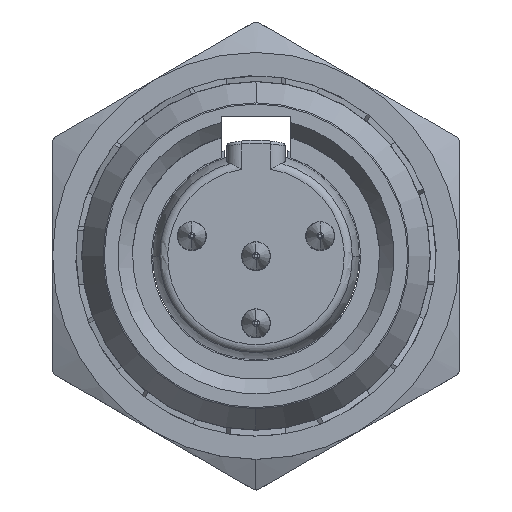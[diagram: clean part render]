
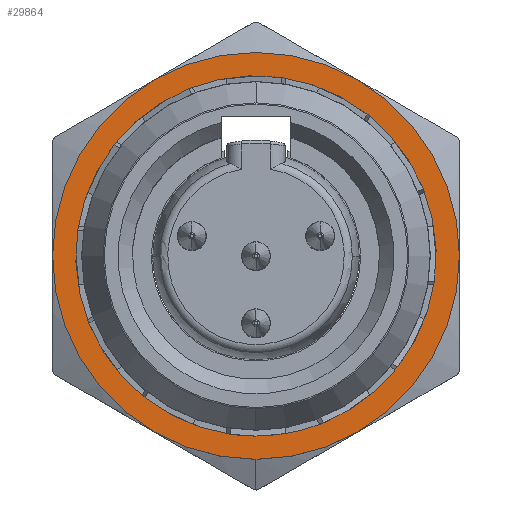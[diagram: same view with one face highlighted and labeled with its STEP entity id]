
A CAD part, top view. The second image highlights one B-rep face of the part: STEP entity #29864.
In plain terms, the highlighted planar face has unit normal (0, 0, 1).
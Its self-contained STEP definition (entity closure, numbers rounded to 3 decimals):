
#476 = DIRECTION ( 'NONE',  ( 0.374, -0.927, 0. ) ) ;
#837 = AXIS2_PLACEMENT_3D ( 'NONE', #37488, #34588, #476 ) ;
#1397 = EDGE_CURVE ( 'NONE', #31559, #34382, #17356, .T. ) ;
#1544 = CARTESIAN_POINT ( 'NONE',  ( 4.884, -3.82, 1. ) ) ;
#1822 = DIRECTION ( 'NONE',  ( 0., 0., 1. ) ) ;
#2169 = VERTEX_POINT ( 'NONE', #38780 ) ;
#2349 = AXIS2_PLACEMENT_3D ( 'NONE', #12671, #9328, #12798 ) ;
#2947 = EDGE_CURVE ( 'NONE', #29608, #2169, #12382, .T. ) ;
#2961 = DIRECTION ( 'NONE',  ( 0.14, 0.99, 0. ) ) ;
#3240 = AXIS2_PLACEMENT_3D ( 'NONE', #28387, #9651, #40462 ) ;
#3406 = DIRECTION ( 'NONE',  ( 0., -1., 0. ) ) ;
#4300 = DIRECTION ( 'NONE',  ( 0., 0., -1. ) ) ;
#4845 = CIRCLE ( 'NONE', #2349, 6.2 ) ;
#5122 = EDGE_CURVE ( 'NONE', #2169, #10832, #4845, .T. ) ;
#5413 = AXIS2_PLACEMENT_3D ( 'NONE', #7858, #1822, #29893 ) ;
#5727 = AXIS2_PLACEMENT_3D ( 'NONE', #20407, #17250, #17385 ) ;
#6156 = EDGE_CURVE ( 'NONE', #10222, #30920, #16621, .T. ) ;
#7120 = CIRCLE ( 'NONE', #837, 6.2 ) ;
#7758 = DIRECTION ( 'NONE',  ( 0., -1., 0. ) ) ;
#7858 = CARTESIAN_POINT ( 'NONE',  ( 0., 0., 1. ) ) ;
#8071 = AXIS2_PLACEMENT_3D ( 'NONE', #10249, #16819, #13293 ) ;
#8612 = CARTESIAN_POINT ( 'NONE',  ( 0., 0., 1. ) ) ;
#8905 = AXIS2_PLACEMENT_3D ( 'NONE', #10991, #17691, #30229 ) ;
#8932 = CARTESIAN_POINT ( 'NONE',  ( -2.319, 5.75, 1. ) ) ;
#9328 = DIRECTION ( 'NONE',  ( 0., 0., -1. ) ) ;
#9344 = VERTEX_POINT ( 'NONE', #10777 ) ;
#9387 = CARTESIAN_POINT ( 'NONE',  ( -5.75, -2.319, 1. ) ) ;
#9651 = DIRECTION ( 'NONE',  ( 0., 0., -1. ) ) ;
#10182 = DIRECTION ( 'NONE',  ( 0., 0., -1. ) ) ;
#10222 = VERTEX_POINT ( 'NONE', #17449 ) ;
#10249 = CARTESIAN_POINT ( 'NONE',  ( 0., 0., 1. ) ) ;
#10459 = CARTESIAN_POINT ( 'NONE',  ( 0., 0., 1. ) ) ;
#10492 = EDGE_CURVE ( 'NONE', #11525, #29850, #7120, .T. ) ;
#10763 = ORIENTED_EDGE ( 'NONE', *, *, #29844, .T. ) ;
#10777 = CARTESIAN_POINT ( 'NONE',  ( 0., -7., 1. ) ) ;
#10832 = VERTEX_POINT ( 'NONE', #1544 ) ;
#10991 = CARTESIAN_POINT ( 'NONE',  ( 0., 0., 1. ) ) ;
#11087 = CARTESIAN_POINT ( 'NONE',  ( 0., 0., 1. ) ) ;
#11135 = EDGE_CURVE ( 'NONE', #17001, #31559, #29120, .T. ) ;
#11520 = ORIENTED_EDGE ( 'NONE', *, *, #6156, .T. ) ;
#11525 = VERTEX_POINT ( 'NONE', #32713 ) ;
#11618 = ORIENTED_EDGE ( 'NONE', *, *, #39073, .T. ) ;
#11794 = DIRECTION ( 'NONE',  ( 0., 0., -1. ) ) ;
#12382 = CIRCLE ( 'NONE', #38777, 6.2 ) ;
#12671 = CARTESIAN_POINT ( 'NONE',  ( 0., 0., 1. ) ) ;
#12761 = ORIENTED_EDGE ( 'NONE', *, *, #5122, .T. ) ;
#12798 = DIRECTION ( 'NONE',  ( 0.99, -0.14, 0. ) ) ;
#13001 = CIRCLE ( 'NONE', #8905, 6.2 ) ;
#13225 = DIRECTION ( 'NONE',  ( 0.374, -0.927, 0. ) ) ;
#13293 = DIRECTION ( 'NONE',  ( -0.99, 0.14, 0. ) ) ;
#13603 = CIRCLE ( 'NONE', #40657, 6.2 ) ;
#13658 = EDGE_CURVE ( 'NONE', #25008, #9344, #15348, .T. ) ;
#14197 = DIRECTION ( 'NONE',  ( -0.14, -0.99, 0. ) ) ;
#14812 = CIRCLE ( 'NONE', #33113, 6.2 ) ;
#15085 = EDGE_CURVE ( 'NONE', #9344, #25008, #39261, .T. ) ;
#15348 = CIRCLE ( 'NONE', #5413, 7. ) ;
#15968 = VERTEX_POINT ( 'NONE', #8932 ) ;
#16222 = CARTESIAN_POINT ( 'NONE',  ( 0., 0., 1. ) ) ;
#16621 = CIRCLE ( 'NONE', #28336, 6.2 ) ;
#16819 = DIRECTION ( 'NONE',  ( 0., 0., -1. ) ) ;
#16896 = ORIENTED_EDGE ( 'NONE', *, *, #15085, .T. ) ;
#16974 = CARTESIAN_POINT ( 'NONE',  ( 0., 0., 1. ) ) ;
#17001 = VERTEX_POINT ( 'NONE', #9387 ) ;
#17250 = DIRECTION ( 'NONE',  ( 0., 0., -1. ) ) ;
#17290 = AXIS2_PLACEMENT_3D ( 'NONE', #38100, #22242, #13225 ) ;
#17351 = ORIENTED_EDGE ( 'NONE', *, *, #13658, .T. ) ;
#17356 = CIRCLE ( 'NONE', #8071, 6.2 ) ;
#17385 = DIRECTION ( 'NONE',  ( 0.616, 0.788, 0. ) ) ;
#17449 = CARTESIAN_POINT ( 'NONE',  ( 0.866, 6.139, 1. ) ) ;
#17691 = DIRECTION ( 'NONE',  ( 0., 0., -1. ) ) ;
#18347 = ORIENTED_EDGE ( 'NONE', *, *, #1397, .T. ) ;
#18958 = PLANE ( 'NONE',  #26444 ) ;
#19355 = DIRECTION ( 'NONE',  ( -0.616, -0.788, 0. ) ) ;
#19934 = CARTESIAN_POINT ( 'NONE',  ( 0., 7., 1. ) ) ;
#20061 = DIRECTION ( 'NONE',  ( 0., 0., -1. ) ) ;
#20407 = CARTESIAN_POINT ( 'NONE',  ( 0., 0., 1. ) ) ;
#20637 = EDGE_CURVE ( 'NONE', #38461, #17001, #21504, .T. ) ;
#21504 = CIRCLE ( 'NONE', #32270, 6.2 ) ;
#21583 = CARTESIAN_POINT ( 'NONE',  ( 0., 0., 1. ) ) ;
#21646 = ORIENTED_EDGE ( 'NONE', *, *, #20637, .T. ) ;
#22242 = DIRECTION ( 'NONE',  ( 0., 0., -1. ) ) ;
#23036 = CARTESIAN_POINT ( 'NONE',  ( -4.884, 3.82, 1. ) ) ;
#24206 = CIRCLE ( 'NONE', #3240, 6.2 ) ;
#24363 = AXIS2_PLACEMENT_3D ( 'NONE', #11087, #29528, #7758 ) ;
#25008 = VERTEX_POINT ( 'NONE', #19934 ) ;
#25082 = ORIENTED_EDGE ( 'NONE', *, *, #10492, .T. ) ;
#25320 = ORIENTED_EDGE ( 'NONE', *, *, #34700, .T. ) ;
#25994 = EDGE_LOOP ( 'NONE', ( #38315, #25082, #10763, #11618, #21646, #34188, #18347, #28635, #25320, #11520, #36019, #40116, #12761 ) ) ;
#26206 = CARTESIAN_POINT ( 'NONE',  ( 0., 0., 1. ) ) ;
#26444 = AXIS2_PLACEMENT_3D ( 'NONE', #31763, #34653, #3406 ) ;
#26981 = EDGE_CURVE ( 'NONE', #10832, #11525, #24206, .T. ) ;
#27982 = DIRECTION ( 'NONE',  ( 0., 0., -1. ) ) ;
#28336 = AXIS2_PLACEMENT_3D ( 'NONE', #8612, #11794, #2961 ) ;
#28387 = CARTESIAN_POINT ( 'NONE',  ( 0., 0., 1. ) ) ;
#28635 = ORIENTED_EDGE ( 'NONE', *, *, #33065, .T. ) ;
#28936 = FACE_OUTER_BOUND ( 'NONE', #39951, .T. ) ;
#29070 = CARTESIAN_POINT ( 'NONE',  ( -6.139, 0.866, 1. ) ) ;
#29120 = CIRCLE ( 'NONE', #37888, 6.2 ) ;
#29528 = DIRECTION ( 'NONE',  ( 0., 0., 1. ) ) ;
#29608 = VERTEX_POINT ( 'NONE', #30539 ) ;
#29844 = EDGE_CURVE ( 'NONE', #29850, #33523, #36760, .T. ) ;
#29850 = VERTEX_POINT ( 'NONE', #35076 ) ;
#29864 = ADVANCED_FACE ( 'NONE', ( #28936, #38725 ), #18958, .T. ) ;
#29893 = DIRECTION ( 'NONE',  ( 0., 1., 0. ) ) ;
#30229 = DIRECTION ( 'NONE',  ( -0.374, 0.927, 0. ) ) ;
#30539 = CARTESIAN_POINT ( 'NONE',  ( 5.75, 2.319, 1. ) ) ;
#30920 = VERTEX_POINT ( 'NONE', #33126 ) ;
#31559 = VERTEX_POINT ( 'NONE', #29070 ) ;
#31733 = CARTESIAN_POINT ( 'NONE',  ( -3.82, -4.884, 1. ) ) ;
#31763 = CARTESIAN_POINT ( 'NONE',  ( 0., 0., 1. ) ) ;
#32151 = EDGE_CURVE ( 'NONE', #30920, #29608, #40092, .T. ) ;
#32270 = AXIS2_PLACEMENT_3D ( 'NONE', #16222, #10182, #19355 ) ;
#32290 = DIRECTION ( 'NONE',  ( 0., 0., -1. ) ) ;
#32418 = DIRECTION ( 'NONE',  ( 0.927, 0.374, 0. ) ) ;
#32713 = CARTESIAN_POINT ( 'NONE',  ( 2.319, -5.75, 1. ) ) ;
#33065 = EDGE_CURVE ( 'NONE', #34382, #15968, #13603, .T. ) ;
#33113 = AXIS2_PLACEMENT_3D ( 'NONE', #26206, #20061, #14197 ) ;
#33126 = CARTESIAN_POINT ( 'NONE',  ( 3.82, 4.884, 1. ) ) ;
#33523 = VERTEX_POINT ( 'NONE', #36344 ) ;
#34188 = ORIENTED_EDGE ( 'NONE', *, *, #11135, .T. ) ;
#34382 = VERTEX_POINT ( 'NONE', #23036 ) ;
#34588 = DIRECTION ( 'NONE',  ( 0., 0., -1. ) ) ;
#34653 = DIRECTION ( 'NONE',  ( 0., 0., 1. ) ) ;
#34700 = EDGE_CURVE ( 'NONE', #15968, #10222, #13001, .T. ) ;
#35076 = CARTESIAN_POINT ( 'NONE',  ( 0., -6.2, 1. ) ) ;
#36019 = ORIENTED_EDGE ( 'NONE', *, *, #32151, .T. ) ;
#36344 = CARTESIAN_POINT ( 'NONE',  ( -0.866, -6.139, 1. ) ) ;
#36760 = CIRCLE ( 'NONE', #17290, 6.2 ) ;
#37173 = DIRECTION ( 'NONE',  ( -0.927, -0.374, 0. ) ) ;
#37488 = CARTESIAN_POINT ( 'NONE',  ( 0., 0., 1. ) ) ;
#37888 = AXIS2_PLACEMENT_3D ( 'NONE', #21583, #27982, #37173 ) ;
#38100 = CARTESIAN_POINT ( 'NONE',  ( 0., 0., 1. ) ) ;
#38315 = ORIENTED_EDGE ( 'NONE', *, *, #26981, .T. ) ;
#38461 = VERTEX_POINT ( 'NONE', #31733 ) ;
#38725 = FACE_BOUND ( 'NONE', #25994, .T. ) ;
#38777 = AXIS2_PLACEMENT_3D ( 'NONE', #10459, #32290, #32418 ) ;
#38780 = CARTESIAN_POINT ( 'NONE',  ( 6.139, -0.866, 1. ) ) ;
#39073 = EDGE_CURVE ( 'NONE', #33523, #38461, #14812, .T. ) ;
#39261 = CIRCLE ( 'NONE', #24363, 7. ) ;
#39531 = DIRECTION ( 'NONE',  ( -0.788, 0.616, 0. ) ) ;
#39951 = EDGE_LOOP ( 'NONE', ( #17351, #16896 ) ) ;
#40092 = CIRCLE ( 'NONE', #5727, 6.2 ) ;
#40116 = ORIENTED_EDGE ( 'NONE', *, *, #2947, .T. ) ;
#40462 = DIRECTION ( 'NONE',  ( 0.788, -0.616, 0. ) ) ;
#40657 = AXIS2_PLACEMENT_3D ( 'NONE', #16974, #4300, #39531 ) ;
